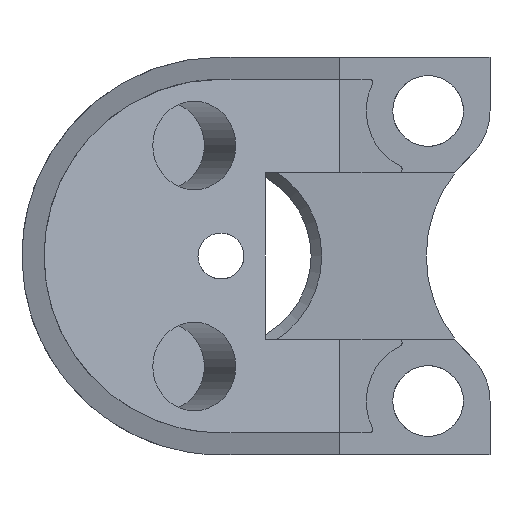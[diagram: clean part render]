
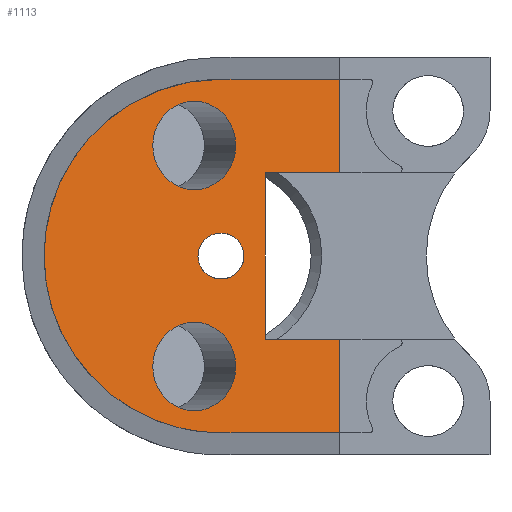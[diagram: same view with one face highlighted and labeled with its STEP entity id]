
A CAD part, left-side view. The second image highlights one B-rep face of the part: STEP entity #1113.
In plain terms, the highlighted planar face has unit normal (-0.94, -0.342, 0).
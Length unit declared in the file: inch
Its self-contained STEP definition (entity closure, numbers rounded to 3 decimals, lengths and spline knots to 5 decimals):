
#15=ELLIPSE('',#1201,0.53209,0.5);
#17=ELLIPSE('',#1204,0.06917,0.065);
#45=FACE_BOUND('',#173,.T.);
#46=FACE_BOUND('',#174,.T.);
#47=FACE_BOUND('',#175,.T.);
#68=PLANE('',#1203);
#111=FACE_OUTER_BOUND('',#172,.T.);
#172=EDGE_LOOP('',(#891,#892,#893,#894,#895,#896,#897,#898));
#173=EDGE_LOOP('',(#899));
#174=EDGE_LOOP('',(#900));
#175=EDGE_LOOP('',(#901));
#240=LINE('',#1700,#347);
#252=LINE('',#1725,#359);
#265=LINE('',#1763,#372);
#272=LINE('',#1779,#379);
#274=LINE('',#1788,#381);
#275=LINE('',#1790,#382);
#276=LINE('',#1791,#383);
#347=VECTOR('',#1347,0.3937);
#359=VECTOR('',#1369,0.3937);
#372=VECTOR('',#1408,0.3937);
#379=VECTOR('',#1427,0.3937);
#381=VECTOR('',#1437,0.3937);
#382=VECTOR('',#1438,0.3937);
#383=VECTOR('',#1439,0.3937);
#448=CIRCLE('',#1184,0.125);
#456=CIRCLE('',#1205,0.125);
#519=VERTEX_POINT('',#1697);
#520=VERTEX_POINT('',#1699);
#527=VERTEX_POINT('',#1722);
#528=VERTEX_POINT('',#1724);
#532=VERTEX_POINT('',#1735);
#543=VERTEX_POINT('',#1777);
#544=VERTEX_POINT('',#1781);
#546=VERTEX_POINT('',#1787);
#547=VERTEX_POINT('',#1789);
#548=VERTEX_POINT('',#1792);
#549=VERTEX_POINT('',#1794);
#632=EDGE_CURVE('',#519,#520,#240,.T.);
#645=EDGE_CURVE('',#528,#527,#252,.T.);
#650=EDGE_CURVE('',#532,#532,#448,.T.);
#665=EDGE_CURVE('',#527,#520,#265,.T.);
#674=EDGE_CURVE('',#519,#543,#272,.T.);
#675=EDGE_CURVE('',#544,#528,#15,.T.);
#678=EDGE_CURVE('',#543,#546,#274,.T.);
#679=EDGE_CURVE('',#547,#546,#275,.T.);
#680=EDGE_CURVE('',#544,#547,#276,.T.);
#681=EDGE_CURVE('',#548,#548,#17,.T.);
#682=EDGE_CURVE('',#549,#549,#456,.T.);
#891=ORIENTED_EDGE('',*,*,#674,.T.);
#892=ORIENTED_EDGE('',*,*,#678,.T.);
#893=ORIENTED_EDGE('',*,*,#679,.F.);
#894=ORIENTED_EDGE('',*,*,#680,.F.);
#895=ORIENTED_EDGE('',*,*,#675,.T.);
#896=ORIENTED_EDGE('',*,*,#645,.T.);
#897=ORIENTED_EDGE('',*,*,#665,.T.);
#898=ORIENTED_EDGE('',*,*,#632,.F.);
#899=ORIENTED_EDGE('',*,*,#650,.F.);
#900=ORIENTED_EDGE('',*,*,#681,.F.);
#901=ORIENTED_EDGE('',*,*,#682,.T.);
#1113=ADVANCED_FACE('',(#111,#45,#46,#47),#68,.F.);
#1184=AXIS2_PLACEMENT_3D('',#1736,#1379,#1380);
#1201=AXIS2_PLACEMENT_3D('',#1782,#1430,#1431);
#1203=AXIS2_PLACEMENT_3D('',#1786,#1435,#1436);
#1204=AXIS2_PLACEMENT_3D('',#1793,#1440,#1441);
#1205=AXIS2_PLACEMENT_3D('',#1795,#1442,#1443);
#1347=DIRECTION('',(0.342,-0.94,0.));
#1369=DIRECTION('',(0.342,-0.94,0.));
#1379=DIRECTION('center_axis',(-0.94,-0.342,0.));
#1380=DIRECTION('ref_axis',(0.,0.,1.));
#1408=DIRECTION('',(0.,0.,1.));
#1427=DIRECTION('',(0.,0.,1.));
#1430=DIRECTION('center_axis',(-0.94,-0.342,0.));
#1431=DIRECTION('ref_axis',(-0.342,0.94,0.));
#1435=DIRECTION('center_axis',(0.94,0.342,0.));
#1436=DIRECTION('ref_axis',(-0.342,0.94,0.));
#1437=DIRECTION('',(0.342,-0.94,0.));
#1438=DIRECTION('',(0.,0.,-1.));
#1439=DIRECTION('',(0.342,-0.94,0.));
#1440=DIRECTION('center_axis',(-0.94,-0.342,0.));
#1441=DIRECTION('ref_axis',(-0.342,0.94,0.));
#1442=DIRECTION('center_axis',(0.94,0.342,0.));
#1443=DIRECTION('ref_axis',(0.,0.,-1.));
#1697=CARTESIAN_POINT('',(-1.01421,-0.125,-0.235));
#1699=CARTESIAN_POINT('',(-0.9375,-0.33577,-0.235));
#1700=CARTESIAN_POINT('',(-0.9375,-0.33577,-0.235));
#1722=CARTESIAN_POINT('',(-0.9375,-0.33577,-0.5));
#1724=CARTESIAN_POINT('',(-1.05971,0.,-0.5));
#1725=CARTESIAN_POINT('',(-0.9375,-0.33577,-0.5));
#1735=CARTESIAN_POINT('',(-1.08713,0.07535,-0.4375));
#1736=CARTESIAN_POINT('Origin',(-1.08713,0.07535,-0.3125));
#1763=CARTESIAN_POINT('',(-0.9375,-0.33577,-0.42188));
#1777=CARTESIAN_POINT('',(-1.01421,-0.125,0.235));
#1779=CARTESIAN_POINT('',(-1.01421,-0.125,0.39875));
#1781=CARTESIAN_POINT('',(-1.05971,0.,0.5));
#1782=CARTESIAN_POINT('Origin',(-1.05971,0.,0.));
#1786=CARTESIAN_POINT('Origin',(-0.9375,-0.33577,-0.5625));
#1787=CARTESIAN_POINT('',(-0.9375,-0.33577,0.235));
#1788=CARTESIAN_POINT('',(-0.9375,-0.33577,0.235));
#1789=CARTESIAN_POINT('',(-0.9375,-0.33577,0.5));
#1790=CARTESIAN_POINT('',(-0.9375,-0.33577,0.42188));
#1791=CARTESIAN_POINT('',(-0.9375,-0.33577,0.5));
#1792=CARTESIAN_POINT('',(-1.05971,0.,0.065));
#1793=CARTESIAN_POINT('Origin',(-1.05971,0.,0.));
#1794=CARTESIAN_POINT('',(-1.08713,0.07535,0.4375));
#1795=CARTESIAN_POINT('Origin',(-1.08713,0.07535,0.3125));
